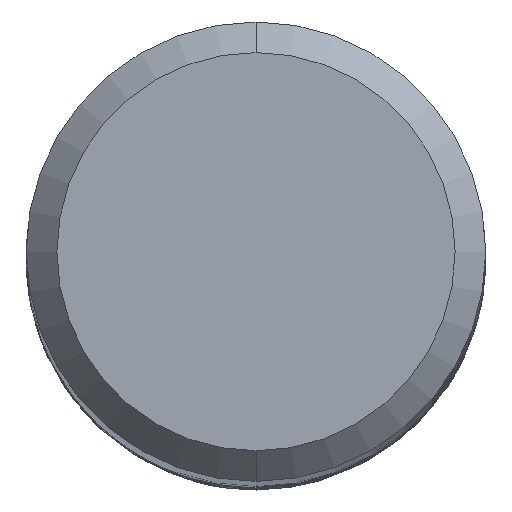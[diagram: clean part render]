
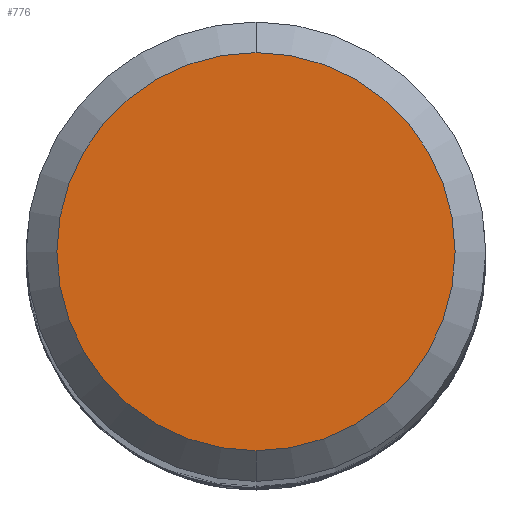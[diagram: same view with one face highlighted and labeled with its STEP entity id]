
A CAD part, top view. The second image highlights one B-rep face of the part: STEP entity #776.
In plain terms, the highlighted planar face has unit normal (0, 0, 1).
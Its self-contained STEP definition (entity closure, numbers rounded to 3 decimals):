
#776=ADVANCED_FACE('',(#1871),#1872,.T.);
#1282=EDGE_CURVE('',#1360,#1500,#2427,.T.);
#1360=VERTEX_POINT('',#2511);
#1500=VERTEX_POINT('',#2662);
#1546=EDGE_CURVE('',#1500,#1360,#2715,.T.);
#1871=FACE_OUTER_BOUND('',#5198,.T.);
#1872=PLANE('',#5199);
#2427=CIRCLE('',#9843,2.6);
#2511=CARTESIAN_POINT('',(0.,-2.6,0.0));
#2662=CARTESIAN_POINT('',(0.0,2.6,0.0));
#2715=CIRCLE('',#12650,2.6);
#5198=EDGE_LOOP('',(#13494,#13495));
#5199=AXIS2_PLACEMENT_3D('',#13496,#13497,#13498);
#9843=AXIS2_PLACEMENT_3D('',#14114,#14115,#14116);
#12650=AXIS2_PLACEMENT_3D('',#14446,#14447,#14448);
#13494=ORIENTED_EDGE('',*,*,#1546,.F.);
#13495=ORIENTED_EDGE('',*,*,#1282,.F.);
#13496=CARTESIAN_POINT('',(0.0,1.3,0.0));
#13497=DIRECTION('',(-0.0,0.0,1.0));
#13498=DIRECTION('',(0.0,-1.0,0.0));
#14114=CARTESIAN_POINT('',(0.0,0.0,0.0));
#14115=DIRECTION('',(0.0,0.0,-1.0));
#14116=DIRECTION('',(0.0,1.0,0.0));
#14446=CARTESIAN_POINT('',(0.0,0.0,0.0));
#14447=DIRECTION('',(0.0,0.0,-1.0));
#14448=DIRECTION('',(0.0,1.0,0.0));
